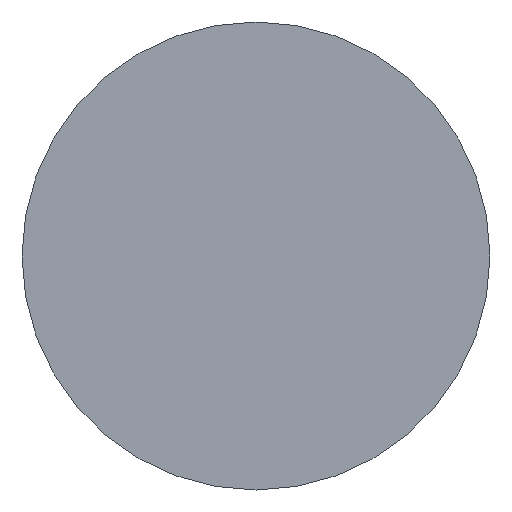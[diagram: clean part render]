
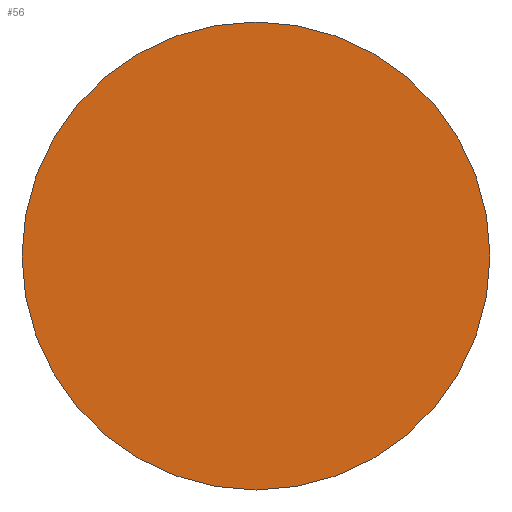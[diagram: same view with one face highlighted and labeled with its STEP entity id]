
A CAD part, left-side view. The second image highlights one B-rep face of the part: STEP entity #56.
In plain terms, the highlighted planar face has unit normal (-1, 0, 0).
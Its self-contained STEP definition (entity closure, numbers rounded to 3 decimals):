
#1 = PLANE ( 'NONE',  #139 ) ;
#4 = CARTESIAN_POINT ( 'NONE',  ( 626.623, 80.189, 0. ) ) ;
#8 = ORIENTED_EDGE ( 'NONE', *, *, #22, .T. ) ;
#18 = CARTESIAN_POINT ( 'NONE',  ( 626.623, 80.189, -20. ) ) ;
#22 = EDGE_CURVE ( 'NONE', #156, #60, #176, .T. ) ;
#32 = DIRECTION ( 'NONE',  ( -1., 0., 0. ) ) ;
#56 = ADVANCED_FACE ( 'NONE', ( #70 ), #1, .F. ) ;
#60 = VERTEX_POINT ( 'NONE', #81 ) ;
#69 = DIRECTION ( 'NONE',  ( 0., 0., 1. ) ) ;
#70 = FACE_OUTER_BOUND ( 'NONE', #90, .T. ) ;
#72 = AXIS2_PLACEMENT_3D ( 'NONE', #97, #80, #186 ) ;
#76 = AXIS2_PLACEMENT_3D ( 'NONE', #4, #32, #69 ) ;
#80 = DIRECTION ( 'NONE',  ( -1., 0., 0. ) ) ;
#81 = CARTESIAN_POINT ( 'NONE',  ( 626.623, 80.189, 20. ) ) ;
#90 = EDGE_LOOP ( 'NONE', ( #133, #8 ) ) ;
#97 = CARTESIAN_POINT ( 'NONE',  ( 626.623, 80.189, 0. ) ) ;
#100 = DIRECTION ( 'NONE',  ( 1., 0., 0. ) ) ;
#133 = ORIENTED_EDGE ( 'NONE', *, *, #154, .T. ) ;
#139 = AXIS2_PLACEMENT_3D ( 'NONE', #168, #100, #171 ) ;
#145 = CIRCLE ( 'NONE', #76, 20. ) ;
#154 = EDGE_CURVE ( 'NONE', #60, #156, #145, .T. ) ;
#156 = VERTEX_POINT ( 'NONE', #18 ) ;
#168 = CARTESIAN_POINT ( 'NONE',  ( 626.623, 80.189, 0. ) ) ;
#171 = DIRECTION ( 'NONE',  ( 0., 0., -1. ) ) ;
#176 = CIRCLE ( 'NONE', #72, 20. ) ;
#186 = DIRECTION ( 'NONE',  ( 0., 0., 1. ) ) ;
